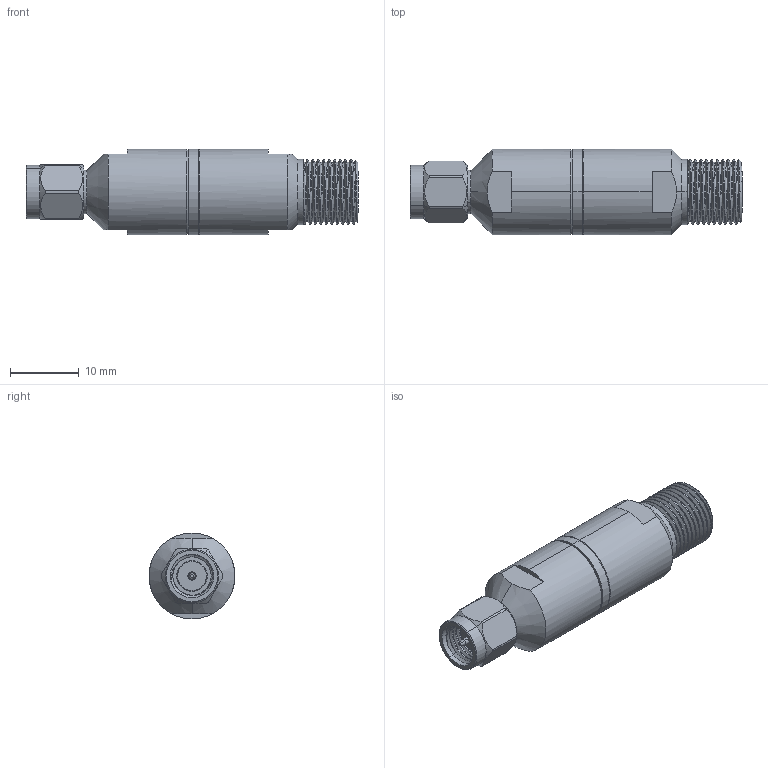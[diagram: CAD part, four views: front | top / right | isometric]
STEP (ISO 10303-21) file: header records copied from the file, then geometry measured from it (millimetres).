
FILE_DESCRIPTION (( 'STEP AP214' ), '1' );
FILE_NAME ('LCMP1108_3D.step', '2023-03-30T16:12:56', ( '' ), ( '' ), 'SwSTEP 2.0', 'SolidWorks 2022', '' );
FILE_SCHEMA (( 'AUTOMOTIVE_DESIGN' ));
Length unit declared in the file: inch
Products named in the file (1): LCMP1108_3D
Bounding box: 48.3 x 12.5 x 12.5 mm (x, y, z)
Volume: 4234.2 mm3; surface area: 2451.2 mm2
Topology: 1 solids, 1 shells, 145 faces, 368 edges, 238 vertices
Faces by surface type: cylinder 66, plane 46, cone 25, bspline 8
Entity records: 8828 total; most frequent: CARTESIAN_POINT 5503, ORIENTED_EDGE 736, DIRECTION 638, EDGE_CURVE 368, AXIS2_PLACEMENT_3D 241, VERTEX_POINT 238, EDGE_LOOP 158, LINE 156
